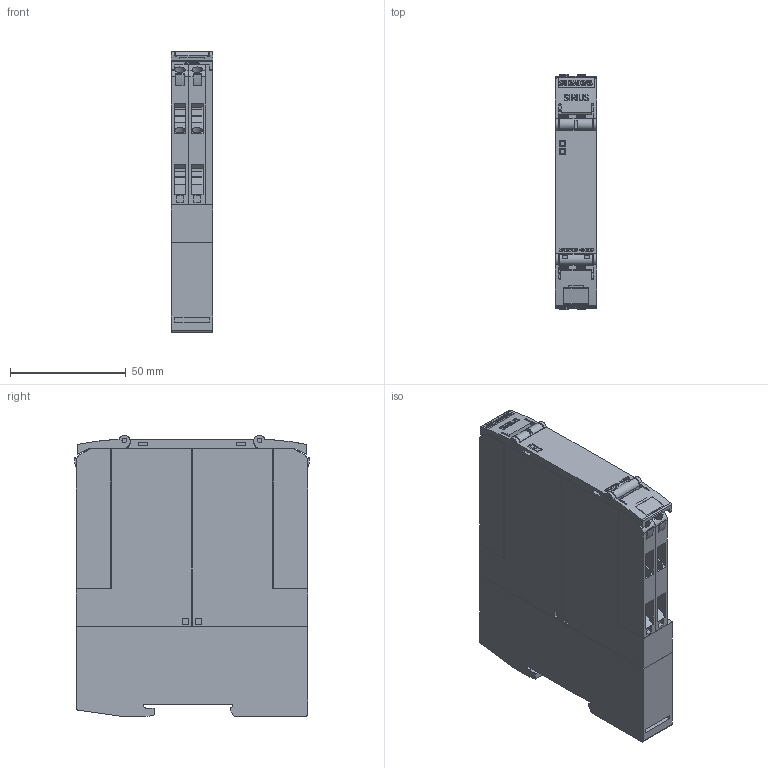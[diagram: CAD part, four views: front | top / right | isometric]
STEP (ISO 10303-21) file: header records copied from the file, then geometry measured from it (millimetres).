
FILE_DESCRIPTION(('STEP AP214'),'1');
FILE_NAME('cctmp_A2B20CE5-DD3F-4865-A93E-8CC74460AA76_2023_07_21_09_56_28_0768..stp','2023-07-21T07:56:29',('SIEMENS A&D'),('CADClick - www.CADClick.com'),'Spatial InterOp 3D postprocessed',' ','unknown authorization');
FILE_SCHEMA(('AUTOMOTIVE_DESIGN'));
Length unit declared in the file: millimetre
Products named in the file (1): 2023_07_21_09_56_28_0734
Bounding box: 17.85 x 101.9 x 121.42 mm (x, y, z)
Volume: 193800.9 mm3; surface area: 50382.3 mm2
Topology: 1 solids, 1 shells, 1410 faces, 3925 edges, 2606 vertices
Faces by surface type: plane 1139, cylinder 231, cone 24, torus 16
Entity records: 49956 total; most frequent: CARTESIAN_POINT 9016, ORIENTED_EDGE 7842, DIRECTION 7266, EDGE_CURVE 3921, LINE 3182, VECTOR 3182, VERTEX_POINT 2606, AXIS2_PLACEMENT_3D 2042
